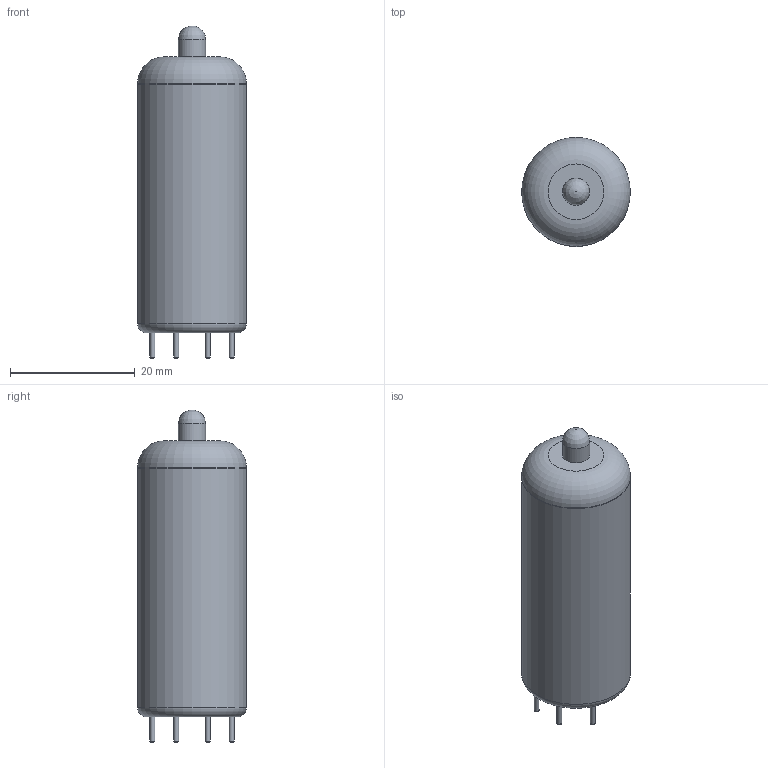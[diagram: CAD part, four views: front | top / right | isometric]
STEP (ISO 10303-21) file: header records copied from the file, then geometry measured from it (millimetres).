
FILE_DESCRIPTION(/* description */ ('model of Valve_Mini_P'),/* implementation_level */ '2;1');
FILE_NAME(/* name */ 'Valve_Mini_P.step',/* time_stamp */ '2018-11-15T18:31:53',/* author */ ('kicad StepUp','ksu'),/* organization */ ('FreeCAD'),/* preprocessor_version */ 'OCC',/* originating_system */ 'kicad StepUp',/* authorisation */ '');
FILE_SCHEMA(('AUTOMOTIVE_DESIGN { 1 0 10303 214 1 1 1 1 }'));
Length unit declared in the file: millimetre
Products named in the file (1): Valve_Mini_P
Bounding box: 17.44 x 17.44 x 53.26 mm (x, y, z)
Volume: 3803 mm3; surface area: 6822.7 mm2
Topology: 1 solids, 3 shells, 76 faces, 151 edges, 92 vertices
Faces by surface type: cylinder 34, plane 26, torus 11, revolution 5
Full cylindrical faces by diameter (mm): 0.8 x14, 1 x6, 4.36 x1, 16.44 x1, 16.64 x1, 17.44 x3
Entity records: 2814 total; most frequent: CARTESIAN_POINT 586, DIRECTION 384, ORIENTED_EDGE 302, AXIS2_PLACEMENT_3D 162, EDGE_CURVE 151, FACE_BOUND 107, EDGE_LOOP 107, VERTEX_POINT 92
